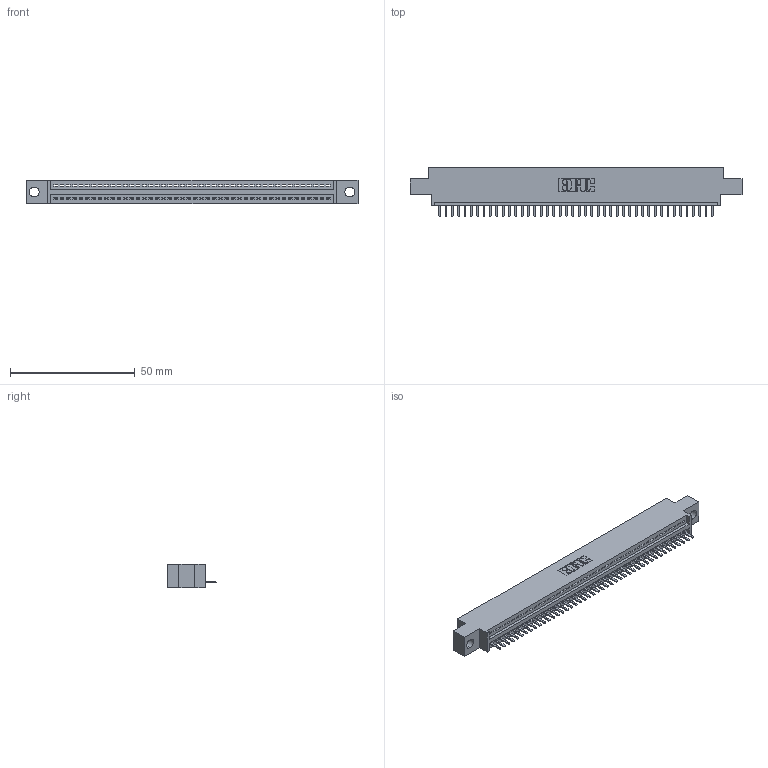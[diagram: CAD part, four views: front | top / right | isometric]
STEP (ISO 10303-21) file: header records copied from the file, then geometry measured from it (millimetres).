
FILE_DESCRIPTION (( 'STEP AP203' ), '1' );
FILE_NAME ('395-044-520-604.STEP', '2019-10-22T15:24:58', ( '' ), ( '' ), 'SwSTEP 2.0', 'SolidWorks 2016', '' );
FILE_SCHEMA (( 'CONFIG_CONTROL_DESIGN' ));
Length unit declared in the file: inch
Products named in the file (3): 395-044-520-604; 345 Part_0.170 Offset - 0.156 Dia-TH; 345-292-001_345-293-120
Assembly tree (45 placements, depth 2):
  395-044-520-604
    345 Part_0.170 Offset - 0.156 Dia-TH
    345-292-001_345-293-120  x44
Bounding box: 132.97 x 19.68 x 9.4 mm (x, y, z)
Volume: 12318.1 mm3; surface area: 15918.1 mm2
Topology: 45 solids, 45 shells, 2858 faces, 8449 edges, 5514 vertices
Faces by surface type: plane 1932, cylinder 926
Entity records: 33095 total; most frequent: CARTESIAN_POINT 5752, ORIENTED_EDGE 5718, DIRECTION 5007, EDGE_CURVE 2859, VECTOR 2547, LINE 2547, VERTEX_POINT 1902, AXIS2_PLACEMENT_3D 1230
